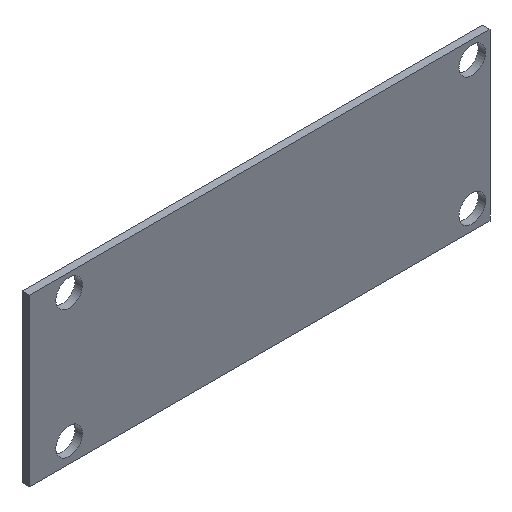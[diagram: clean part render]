
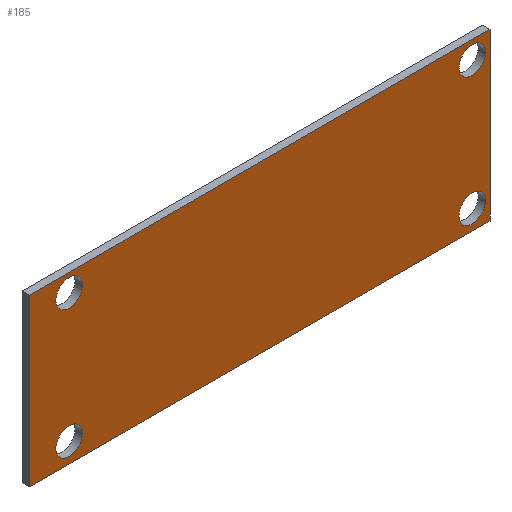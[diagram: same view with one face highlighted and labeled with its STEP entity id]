
A CAD part, isometric view. The second image highlights one B-rep face of the part: STEP entity #185.
In plain terms, the highlighted planar face has unit normal (0, -1, 0).
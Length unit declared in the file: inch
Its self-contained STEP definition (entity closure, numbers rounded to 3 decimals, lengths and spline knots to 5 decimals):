
#15=LINE('',#281,#27);
#19=LINE('',#289,#31);
#22=LINE('',#295,#34);
#25=LINE('',#300,#37);
#27=VECTOR('',#235,0.93701);
#31=VECTOR('',#241,2.59961);
#34=VECTOR('',#246,0.93701);
#37=VECTOR('',#251,2.59961);
#43=PLANE('',#205);
#49=FACE_BOUND('',#80,.T.);
#50=FACE_BOUND('',#81,.T.);
#51=FACE_BOUND('',#82,.T.);
#52=FACE_BOUND('',#83,.T.);
#65=FACE_OUTER_BOUND('',#79,.T.);
#79=EDGE_LOOP('',(#157,#158,#159,#160));
#80=EDGE_LOOP('',(#161));
#81=EDGE_LOOP('',(#162));
#82=EDGE_LOOP('',(#163));
#83=EDGE_LOOP('',(#164));
#89=CIRCLE('',#190,0.075);
#91=CIRCLE('',#193,0.075);
#93=CIRCLE('',#196,0.075);
#95=CIRCLE('',#199,0.075);
#97=VERTEX_POINT('',#259);
#99=VERTEX_POINT('',#264);
#101=VERTEX_POINT('',#269);
#103=VERTEX_POINT('',#274);
#105=VERTEX_POINT('',#279);
#106=VERTEX_POINT('',#280);
#109=VERTEX_POINT('',#288);
#111=VERTEX_POINT('',#294);
#113=EDGE_CURVE('',#97,#97,#89,.T.);
#115=EDGE_CURVE('',#99,#99,#91,.T.);
#117=EDGE_CURVE('',#101,#101,#93,.T.);
#119=EDGE_CURVE('',#103,#103,#95,.T.);
#121=EDGE_CURVE('',#105,#106,#15,.T.);
#125=EDGE_CURVE('',#106,#109,#19,.T.);
#128=EDGE_CURVE('',#109,#111,#22,.T.);
#131=EDGE_CURVE('',#111,#105,#25,.T.);
#157=ORIENTED_EDGE('',*,*,#131,.T.);
#158=ORIENTED_EDGE('',*,*,#121,.T.);
#159=ORIENTED_EDGE('',*,*,#125,.T.);
#160=ORIENTED_EDGE('',*,*,#128,.T.);
#161=ORIENTED_EDGE('',*,*,#113,.T.);
#162=ORIENTED_EDGE('',*,*,#115,.T.);
#163=ORIENTED_EDGE('',*,*,#117,.T.);
#164=ORIENTED_EDGE('',*,*,#119,.T.);
#185=ADVANCED_FACE('',(#65,#49,#50,#51,#52),#43,.T.);
#190=AXIS2_PLACEMENT_3D('',#260,#211,#212);
#193=AXIS2_PLACEMENT_3D('',#265,#217,#218);
#196=AXIS2_PLACEMENT_3D('',#270,#223,#224);
#199=AXIS2_PLACEMENT_3D('',#275,#229,#230);
#205=AXIS2_PLACEMENT_3D('',#302,#253,#254);
#211=DIRECTION('center_axis',(0.,1.,0.));
#212=DIRECTION('ref_axis',(1.,0.,0.));
#217=DIRECTION('center_axis',(0.,1.,0.));
#218=DIRECTION('ref_axis',(1.,0.,0.));
#223=DIRECTION('center_axis',(0.,1.,0.));
#224=DIRECTION('ref_axis',(1.,0.,0.));
#229=DIRECTION('center_axis',(0.,1.,0.));
#230=DIRECTION('ref_axis',(1.,0.,0.));
#235=DIRECTION('',(0.,0.,-1.));
#241=DIRECTION('',(1.,0.,0.));
#246=DIRECTION('',(0.,0.,1.));
#251=DIRECTION('',(-1.,0.,0.));
#253=DIRECTION('center_axis',(0.,-1.,0.));
#254=DIRECTION('ref_axis',(0.,0.,-1.));
#259=CARTESIAN_POINT('',(-0.175,0.,-0.825));
#260=CARTESIAN_POINT('Origin',(-0.1,0.,-0.825));
#264=CARTESIAN_POINT('',(-2.45,0.,-0.1));
#265=CARTESIAN_POINT('Origin',(-2.375,0.,-0.1));
#269=CARTESIAN_POINT('',(-0.175,0.,-0.1));
#270=CARTESIAN_POINT('Origin',(-0.1,0.,-0.1));
#274=CARTESIAN_POINT('',(-2.45,0.,-0.825));
#275=CARTESIAN_POINT('Origin',(-2.375,0.,-0.825));
#279=CARTESIAN_POINT('',(-2.59961,0.,0.));
#280=CARTESIAN_POINT('',(-2.59961,0.,-0.93701));
#281=CARTESIAN_POINT('',(-2.59961,0.,0.));
#288=CARTESIAN_POINT('',(0.,0.,-0.93701));
#289=CARTESIAN_POINT('',(-2.59961,0.,-0.93701));
#294=CARTESIAN_POINT('',(0.,0.,0.));
#295=CARTESIAN_POINT('',(0.,0.,-0.93701));
#300=CARTESIAN_POINT('',(0.,0.,0.));
#302=CARTESIAN_POINT('Origin',(-1.2998,0.,-0.4685));
